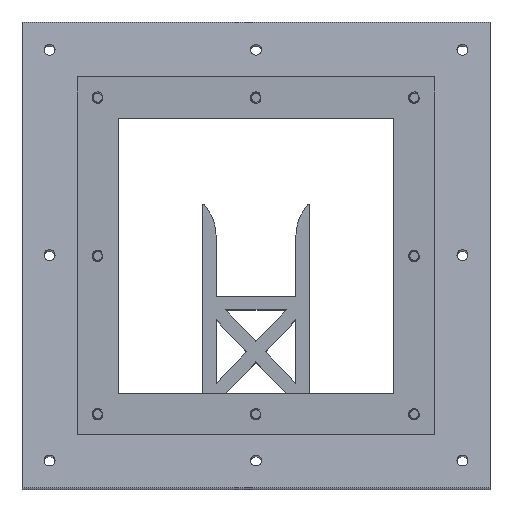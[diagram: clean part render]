
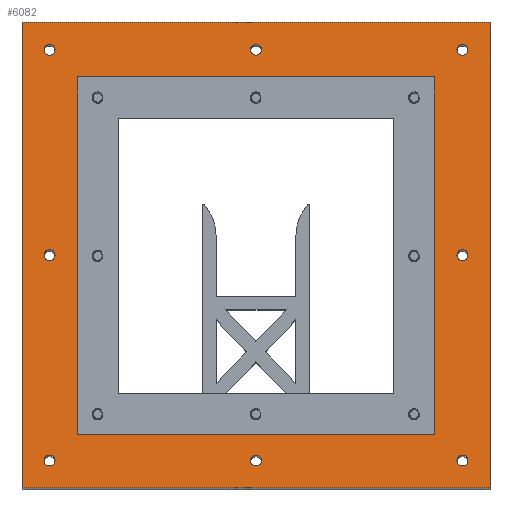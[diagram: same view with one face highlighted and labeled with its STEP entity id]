
A CAD part, top view. The second image highlights one B-rep face of the part: STEP entity #6082.
In plain terms, the highlighted planar face has unit normal (0, 0.122, 0.993).
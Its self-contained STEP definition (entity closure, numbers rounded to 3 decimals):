
#31=FACE_BOUND('',#765,.T.);
#32=FACE_BOUND('',#766,.T.);
#33=FACE_BOUND('',#767,.T.);
#34=FACE_BOUND('',#768,.T.);
#35=FACE_BOUND('',#769,.T.);
#36=FACE_BOUND('',#770,.T.);
#37=FACE_BOUND('',#771,.T.);
#38=FACE_BOUND('',#772,.T.);
#39=FACE_BOUND('',#773,.T.);
#88=PLANE('',#6470);
#426=FACE_OUTER_BOUND('',#764,.T.);
#764=EDGE_LOOP('',(#5435,#5436,#5437,#5438));
#765=EDGE_LOOP('',(#5439));
#766=EDGE_LOOP('',(#5440));
#767=EDGE_LOOP('',(#5441));
#768=EDGE_LOOP('',(#5442));
#769=EDGE_LOOP('',(#5443));
#770=EDGE_LOOP('',(#5444));
#771=EDGE_LOOP('',(#5445));
#772=EDGE_LOOP('',(#5446));
#773=EDGE_LOOP('',(#5447,#5448,#5449,#5450));
#827=CIRCLE('',#6374,2.);
#829=CIRCLE('',#6377,2.);
#831=CIRCLE('',#6380,2.);
#833=CIRCLE('',#6383,2.);
#835=CIRCLE('',#6386,2.);
#837=CIRCLE('',#6389,2.);
#839=CIRCLE('',#6392,2.);
#841=CIRCLE('',#6395,2.);
#1703=LINE('',#25305,#2051);
#1706=LINE('',#25311,#2054);
#1709=LINE('',#25317,#2057);
#1713=LINE('',#25324,#2061);
#1714=LINE('',#25326,#2062);
#1715=LINE('',#25330,#2063);
#1716=LINE('',#25331,#2064);
#1717=LINE('',#25332,#2065);
#2051=VECTOR('',#7535,10.);
#2054=VECTOR('',#7540,10.);
#2057=VECTOR('',#7545,10.);
#2061=VECTOR('',#7551,10.);
#2062=VECTOR('',#7554,10.);
#2063=VECTOR('',#7557,10.);
#2064=VECTOR('',#7558,10.);
#2065=VECTOR('',#7559,10.);
#2599=VERTEX_POINT('',#15687);
#2601=VERTEX_POINT('',#15693);
#2603=VERTEX_POINT('',#15699);
#2605=VERTEX_POINT('',#15705);
#2607=VERTEX_POINT('',#15711);
#2609=VERTEX_POINT('',#15717);
#2611=VERTEX_POINT('',#15723);
#2613=VERTEX_POINT('',#15729);
#2683=VERTEX_POINT('',#25303);
#2684=VERTEX_POINT('',#25304);
#2685=VERTEX_POINT('',#25309);
#2686=VERTEX_POINT('',#25310);
#2687=VERTEX_POINT('',#25315);
#2688=VERTEX_POINT('',#25316);
#2691=VERTEX_POINT('',#25328);
#2692=VERTEX_POINT('',#25329);
#3423=EDGE_CURVE('',#2599,#2599,#827,.T.);
#3426=EDGE_CURVE('',#2601,#2601,#829,.T.);
#3429=EDGE_CURVE('',#2603,#2603,#831,.T.);
#3432=EDGE_CURVE('',#2605,#2605,#833,.T.);
#3435=EDGE_CURVE('',#2607,#2607,#835,.T.);
#3438=EDGE_CURVE('',#2609,#2609,#837,.T.);
#3441=EDGE_CURVE('',#2611,#2611,#839,.T.);
#3444=EDGE_CURVE('',#2613,#2613,#841,.T.);
#3611=EDGE_CURVE('',#2683,#2684,#1703,.T.);
#3614=EDGE_CURVE('',#2685,#2686,#1706,.T.);
#3617=EDGE_CURVE('',#2687,#2688,#1709,.T.);
#3621=EDGE_CURVE('',#2686,#2683,#1713,.T.);
#3622=EDGE_CURVE('',#2685,#2684,#1714,.T.);
#3623=EDGE_CURVE('',#2691,#2692,#1715,.T.);
#3624=EDGE_CURVE('',#2688,#2691,#1716,.T.);
#3625=EDGE_CURVE('',#2692,#2687,#1717,.T.);
#5435=ORIENTED_EDGE('',*,*,#3622,.T.);
#5436=ORIENTED_EDGE('',*,*,#3611,.F.);
#5437=ORIENTED_EDGE('',*,*,#3621,.F.);
#5438=ORIENTED_EDGE('',*,*,#3614,.F.);
#5439=ORIENTED_EDGE('',*,*,#3423,.T.);
#5440=ORIENTED_EDGE('',*,*,#3426,.T.);
#5441=ORIENTED_EDGE('',*,*,#3429,.T.);
#5442=ORIENTED_EDGE('',*,*,#3432,.T.);
#5443=ORIENTED_EDGE('',*,*,#3435,.T.);
#5444=ORIENTED_EDGE('',*,*,#3438,.T.);
#5445=ORIENTED_EDGE('',*,*,#3441,.T.);
#5446=ORIENTED_EDGE('',*,*,#3444,.T.);
#5447=ORIENTED_EDGE('',*,*,#3623,.F.);
#5448=ORIENTED_EDGE('',*,*,#3624,.F.);
#5449=ORIENTED_EDGE('',*,*,#3617,.F.);
#5450=ORIENTED_EDGE('',*,*,#3625,.F.);
#6082=ADVANCED_FACE('',(#426,#31,#32,#33,#34,#35,#36,#37,#38,#39),#88,.T.);
#6374=AXIS2_PLACEMENT_3D('',#15688,#7255,#7256);
#6377=AXIS2_PLACEMENT_3D('',#15694,#7262,#7263);
#6380=AXIS2_PLACEMENT_3D('',#15700,#7269,#7270);
#6383=AXIS2_PLACEMENT_3D('',#15706,#7276,#7277);
#6386=AXIS2_PLACEMENT_3D('',#15712,#7283,#7284);
#6389=AXIS2_PLACEMENT_3D('',#15718,#7290,#7291);
#6392=AXIS2_PLACEMENT_3D('',#15724,#7297,#7298);
#6395=AXIS2_PLACEMENT_3D('',#15730,#7304,#7305);
#6470=AXIS2_PLACEMENT_3D('',#25327,#7555,#7556);
#7255=DIRECTION('center_axis',(0.,-0.122,-0.993));
#7256=DIRECTION('ref_axis',(1.,0.,0.));
#7262=DIRECTION('center_axis',(0.,-0.122,-0.993));
#7263=DIRECTION('ref_axis',(1.,0.,0.));
#7269=DIRECTION('center_axis',(0.,-0.122,-0.993));
#7270=DIRECTION('ref_axis',(1.,0.,0.));
#7276=DIRECTION('center_axis',(0.,-0.122,-0.993));
#7277=DIRECTION('ref_axis',(1.,0.,0.));
#7283=DIRECTION('center_axis',(0.,-0.122,-0.993));
#7284=DIRECTION('ref_axis',(1.,0.,0.));
#7290=DIRECTION('center_axis',(0.,-0.122,-0.993));
#7291=DIRECTION('ref_axis',(1.,0.,0.));
#7297=DIRECTION('center_axis',(0.,-0.122,-0.993));
#7298=DIRECTION('ref_axis',(1.,0.,0.));
#7304=DIRECTION('center_axis',(0.,-0.122,-0.993));
#7305=DIRECTION('ref_axis',(1.,0.,0.));
#7535=DIRECTION('',(0.,-0.993,0.122));
#7540=DIRECTION('',(0.,0.993,-0.122));
#7545=DIRECTION('',(0.,0.993,-0.122));
#7551=DIRECTION('',(1.,0.,0.));
#7554=DIRECTION('',(1.,0.,0.));
#7555=DIRECTION('center_axis',(0.,0.122,0.993));
#7556=DIRECTION('ref_axis',(0.,-0.993,0.122));
#7557=DIRECTION('',(0.,-0.993,0.122));
#7558=DIRECTION('',(-1.,0.,0.));
#7559=DIRECTION('',(1.,0.,0.));
#15687=CARTESIAN_POINT('',(-12.,-9.316,-7.857));
#15688=CARTESIAN_POINT('Origin',(-10.,-9.316,-7.857));
#15693=CARTESIAN_POINT('',(138.,-9.316,-7.857));
#15694=CARTESIAN_POINT('Origin',(140.,-9.316,-7.857));
#15699=CARTESIAN_POINT('',(138.,139.925,-26.181));
#15700=CARTESIAN_POINT('Origin',(140.,139.925,-26.181));
#15705=CARTESIAN_POINT('',(-12.,139.925,-26.181));
#15706=CARTESIAN_POINT('Origin',(-10.,139.925,-26.181));
#15711=CARTESIAN_POINT('',(63.,139.925,-26.181));
#15712=CARTESIAN_POINT('Origin',(65.,139.925,-26.181));
#15717=CARTESIAN_POINT('',(138.,65.305,-17.019));
#15718=CARTESIAN_POINT('Origin',(140.,65.305,-17.019));
#15723=CARTESIAN_POINT('',(63.,-9.316,-7.857));
#15724=CARTESIAN_POINT('Origin',(65.,-9.316,-7.857));
#15729=CARTESIAN_POINT('',(-12.,65.305,-17.019));
#15730=CARTESIAN_POINT('Origin',(-10.,65.305,-17.019));
#25303=CARTESIAN_POINT('',(150.,149.851,-27.4));
#25304=CARTESIAN_POINT('',(150.,-19.242,-6.638));
#25305=CARTESIAN_POINT('',(150.,149.851,-27.4));
#25309=CARTESIAN_POINT('',(-20.,-19.242,-6.638));
#25310=CARTESIAN_POINT('',(-20.,149.851,-27.4));
#25311=CARTESIAN_POINT('',(-20.,-19.242,-6.638));
#25315=CARTESIAN_POINT('',(130.,0.,-9.));
#25316=CARTESIAN_POINT('',(130.,130.,-24.962));
#25317=CARTESIAN_POINT('',(130.,65.032,-16.985));
#25324=CARTESIAN_POINT('',(0.,149.851,-27.4));
#25326=CARTESIAN_POINT('',(0.,-19.242,-6.638));
#25327=CARTESIAN_POINT('Origin',(0.,0.,-9.));
#25328=CARTESIAN_POINT('',(0.,130.,-24.962));
#25329=CARTESIAN_POINT('',(0.,0.,-9.));
#25330=CARTESIAN_POINT('',(0.,65.032,-16.985));
#25331=CARTESIAN_POINT('',(0.,130.,-24.962));
#25332=CARTESIAN_POINT('',(0.,0.,-9.));
